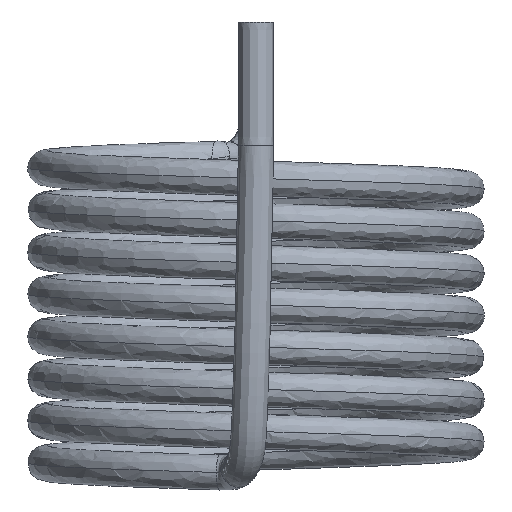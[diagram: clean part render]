
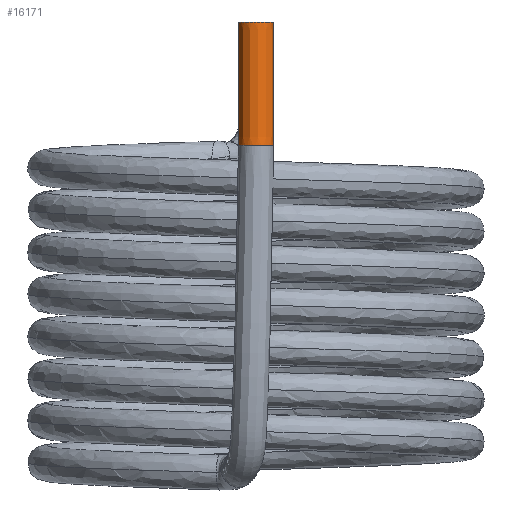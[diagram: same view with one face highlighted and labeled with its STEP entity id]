
A CAD part, front view. The second image highlights one B-rep face of the part: STEP entity #16171.
In plain terms, the highlighted face is a extrusion surface.
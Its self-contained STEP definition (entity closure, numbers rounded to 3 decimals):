
#15197 = VERTEX_POINT('',#15198);
#15198 = CARTESIAN_POINT('',(-0.5,-8.,
    0.001));
#15312 = VERTEX_POINT('',#15313);
#15313 = CARTESIAN_POINT('',(-0.498,-8.041,
    0.));
#15332 = EDGE_CURVE('',#15312,#15197,#15333,.T.);
#15333 = B_SPLINE_CURVE_WITH_KNOTS('',3,(#15334,#15335,#15336,#15337),
  .UNSPECIFIED.,.F.,.F.,(4,4),(0.,1.),.PIECEWISE_BEZIER_KNOTS.);
#15334 = CARTESIAN_POINT('',(-0.498,-8.041,
    0.));
#15335 = CARTESIAN_POINT('',(-0.499,-8.028,
    0.));
#15336 = CARTESIAN_POINT('',(-0.5,-8.014,
    0.001));
#15337 = CARTESIAN_POINT('',(-0.5,-8.,
    0.001));
#16171 = ADVANCED_FACE('',(#16172),#16231,.F.);
#16172 = FACE_BOUND('',#16173,.F.);
#16173 = EDGE_LOOP('',(#16174,#16175,#16183,#16204,#16212));
#16174 = ORIENTED_EDGE('',*,*,#15332,.T.);
#16175 = ORIENTED_EDGE('',*,*,#16176,.T.);
#16176 = EDGE_CURVE('',#15197,#16177,#16179,.T.);
#16177 = VERTEX_POINT('',#16178);
#16178 = CARTESIAN_POINT('',(-0.5,-8.,3.5));
#16179 = LINE('',#16180,#16181);
#16180 = CARTESIAN_POINT('',(-0.5,-8.,
    0.001));
#16181 = VECTOR('',#16182,1.);
#16182 = DIRECTION('',(0.,0.,1.));
#16183 = ORIENTED_EDGE('',*,*,#16184,.T.);
#16184 = EDGE_CURVE('',#16177,#16185,#16187,.T.);
#16185 = VERTEX_POINT('',#16186);
#16186 = CARTESIAN_POINT('',(0.5,-8.,3.5));
#16187 = B_SPLINE_CURVE_WITH_KNOTS('',3,(#16188,#16189,#16190,#16191,
    #16192,#16193,#16194,#16195,#16196,#16197,#16198,#16199,#16200,
    #16201,#16202,#16203),.UNSPECIFIED.,.F.,.F.,(4,1,1,1,1,1,1,1,1,1,1,1
    ,1,4),(0.,0.077,0.154,0.231,
    0.308,0.385,0.461,0.538,
    0.615,0.692,0.769,0.846,
    0.923,1.),.UNSPECIFIED.);
#16188 = CARTESIAN_POINT('',(-0.5,-8.,3.5));
#16189 = CARTESIAN_POINT('',(-0.5,-8.04,3.5));
#16190 = CARTESIAN_POINT('',(-0.49,-8.121,3.5));
#16191 = CARTESIAN_POINT('',(-0.447,-8.234,3.5));
#16192 = CARTESIAN_POINT('',(-0.378,-8.334,3.5));
#16193 = CARTESIAN_POINT('',(-0.287,-8.415,3.5));
#16194 = CARTESIAN_POINT('',(-0.179,-8.472,3.5));
#16195 = CARTESIAN_POINT('',(-0.061,-8.501,3.5));
#16196 = CARTESIAN_POINT('',(0.061,-8.501,3.5));
#16197 = CARTESIAN_POINT('',(0.179,-8.472,3.5));
#16198 = CARTESIAN_POINT('',(0.287,-8.415,3.5));
#16199 = CARTESIAN_POINT('',(0.378,-8.334,3.5));
#16200 = CARTESIAN_POINT('',(0.447,-8.234,3.5));
#16201 = CARTESIAN_POINT('',(0.49,-8.121,3.5));
#16202 = CARTESIAN_POINT('',(0.5,-8.04,3.5));
#16203 = CARTESIAN_POINT('',(0.5,-8.,3.5));
#16204 = ORIENTED_EDGE('',*,*,#16205,.F.);
#16205 = EDGE_CURVE('',#16206,#16185,#16208,.T.);
#16206 = VERTEX_POINT('',#16207);
#16207 = CARTESIAN_POINT('',(0.5,-8.,0.));
#16208 = LINE('',#16209,#16210);
#16209 = CARTESIAN_POINT('',(0.5,-8.,0.));
#16210 = VECTOR('',#16211,1.);
#16211 = DIRECTION('',(0.,0.,1.));
#16212 = ORIENTED_EDGE('',*,*,#16213,.F.);
#16213 = EDGE_CURVE('',#15312,#16206,#16214,.T.);
#16214 = B_SPLINE_CURVE_WITH_KNOTS('',3,(#16215,#16216,#16217,#16218,
    #16219,#16220,#16221,#16222,#16223,#16224,#16225,#16226,#16227,
    #16228,#16229,#16230),.UNSPECIFIED.,.F.,.F.,(4,1,1,1,1,1,1,1,1,1,1,1
    ,1,4),(0.,0.052,0.131,0.21,
    0.289,0.368,0.447,0.526,
    0.605,0.684,0.763,0.842,
    0.921,1.),.UNSPECIFIED.);
#16215 = CARTESIAN_POINT('',(-0.498,-8.041,
    0.));
#16216 = CARTESIAN_POINT('',(-0.496,-8.068,
    0.));
#16217 = CARTESIAN_POINT('',(-0.485,-8.134,
    0.));
#16218 = CARTESIAN_POINT('',(-0.447,-8.234,
    0.));
#16219 = CARTESIAN_POINT('',(-0.378,-8.334,
    0.));
#16220 = CARTESIAN_POINT('',(-0.287,-8.415,
    0.));
#16221 = CARTESIAN_POINT('',(-0.179,-8.472,0.));
#16222 = CARTESIAN_POINT('',(-0.061,-8.501,0.));
#16223 = CARTESIAN_POINT('',(0.061,-8.501,0.));
#16224 = CARTESIAN_POINT('',(0.179,-8.472,0.));
#16225 = CARTESIAN_POINT('',(0.287,-8.415,0.));
#16226 = CARTESIAN_POINT('',(0.378,-8.334,0.));
#16227 = CARTESIAN_POINT('',(0.447,-8.234,0.));
#16228 = CARTESIAN_POINT('',(0.49,-8.121,0.));
#16229 = CARTESIAN_POINT('',(0.5,-8.04,0.));
#16230 = CARTESIAN_POINT('',(0.5,-8.,0.));
#16231 = SURFACE_OF_LINEAR_EXTRUSION('',#16232,#16251);
#16232 = B_SPLINE_CURVE_WITH_KNOTS('',3,(#16233,#16234,#16235,#16236,
    #16237,#16238,#16239,#16240,#16241,#16242,#16243,#16244,#16245,
    #16246,#16247,#16248,#16249,#16250),.UNSPECIFIED.,.F.,.F.,(4,1,1,1,1
    ,1,1,1,1,1,1,1,1,1,1,4),(0.,0.01,0.085,
    0.161,0.236,0.311,0.387,
    0.462,0.538,0.613,0.689,
    0.764,0.839,0.915,0.99,1.),
  .UNSPECIFIED.);
#16233 = CARTESIAN_POINT('',(0.5,-7.984,0.));
#16234 = CARTESIAN_POINT('',(0.5,-7.989,0.));
#16235 = CARTESIAN_POINT('',(0.501,-8.035,0.));
#16236 = CARTESIAN_POINT('',(0.49,-8.121,0.));
#16237 = CARTESIAN_POINT('',(0.447,-8.234,0.));
#16238 = CARTESIAN_POINT('',(0.378,-8.334,0.));
#16239 = CARTESIAN_POINT('',(0.287,-8.415,0.));
#16240 = CARTESIAN_POINT('',(0.179,-8.472,0.));
#16241 = CARTESIAN_POINT('',(0.061,-8.501,0.));
#16242 = CARTESIAN_POINT('',(-0.061,-8.501,0.));
#16243 = CARTESIAN_POINT('',(-0.179,-8.472,0.));
#16244 = CARTESIAN_POINT('',(-0.287,-8.415,0.));
#16245 = CARTESIAN_POINT('',(-0.378,-8.334,0.));
#16246 = CARTESIAN_POINT('',(-0.447,-8.234,0.));
#16247 = CARTESIAN_POINT('',(-0.49,-8.121,0.));
#16248 = CARTESIAN_POINT('',(-0.501,-8.035,0.));
#16249 = CARTESIAN_POINT('',(-0.5,-7.99,0.));
#16250 = CARTESIAN_POINT('',(-0.5,-7.984,0.));
#16251 = VECTOR('',#16252,1.);
#16252 = DIRECTION('',(0.,0.,1.));
